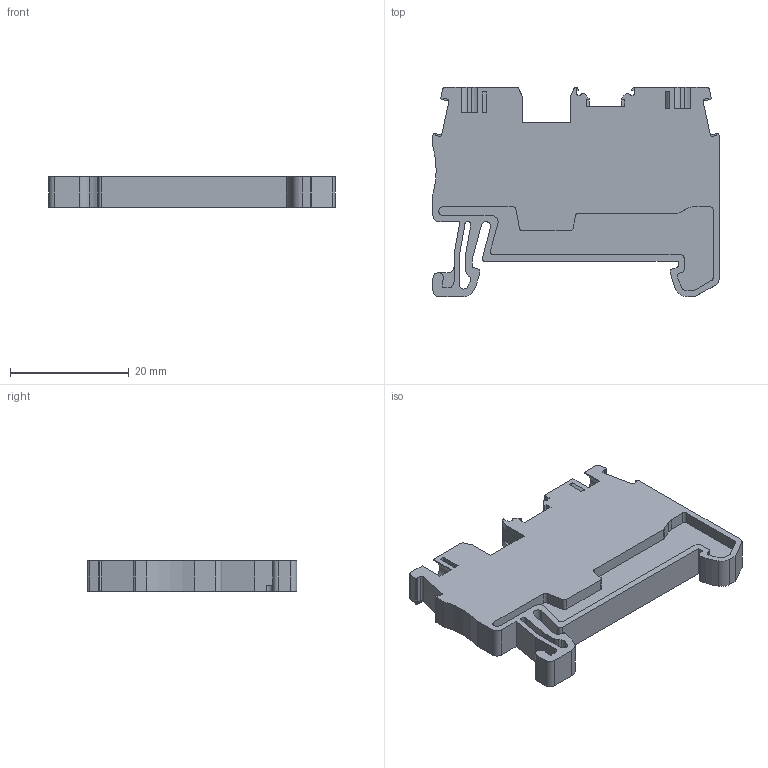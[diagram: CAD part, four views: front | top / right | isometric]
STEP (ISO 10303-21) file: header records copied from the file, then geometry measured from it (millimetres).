
FILE_DESCRIPTION(/* description */ (''),/* implementation_level */ '2;1');
FILE_NAME(/* name */ 'TC2.5-XX.stp',/* time_stamp */ '2021-12-03T13:21:34+08:00',/* author */ (''),/* organization */ (''),/* preprocessor_version */ 'ST-DEVELOPER v16.7',/* originating_system */ 'SIEMENS PLM Software NX 12.0',/* authorisation */ '');
FILE_SCHEMA (('AUTOMOTIVE_DESIGN { 1 0 10303 214 3 1 1 1 }'));
Products named in the file (1): SP6101T1000-04
Bounding box: 48.2 x 35.3 x 5.2 mm (x, y, z)
Volume: 5338.4 mm3; surface area: 4876.6 mm2
Topology: 34 solids, 34 shells, 2555 faces, 7420 edges, 4942 vertices
Faces by surface type: plane 2403, cylinder 116, extrusion 36
Entity records: 88144 total; most frequent: CARTESIAN_POINT 28706, ORIENTED_EDGE 14840, DIRECTION 8416, EDGE_CURVE 7420, VERTEX_POINT 4943, B_SPLINE_CURVE_WITH_KNOTS 4352, VECTOR 2904, LINE 2868
